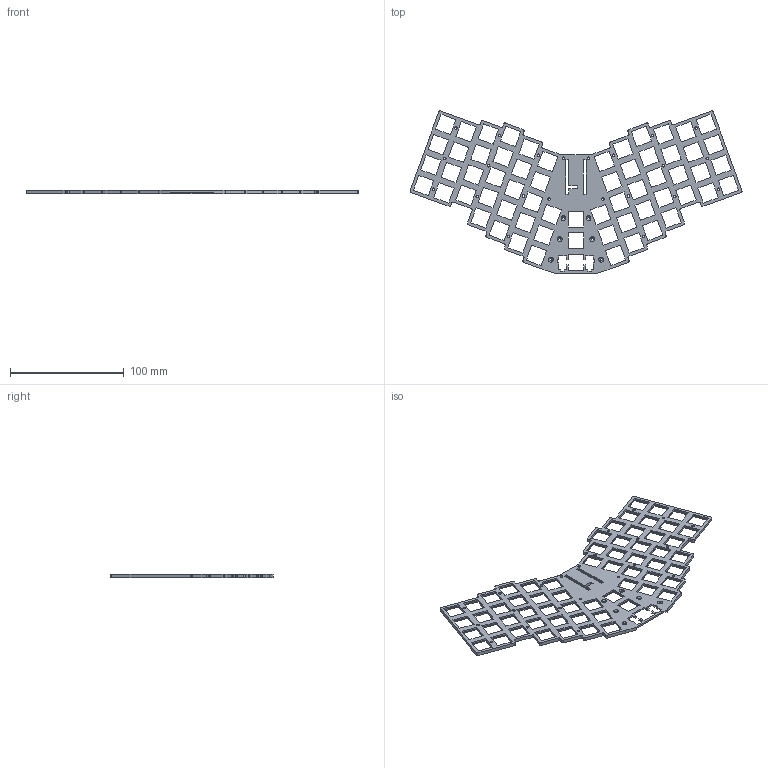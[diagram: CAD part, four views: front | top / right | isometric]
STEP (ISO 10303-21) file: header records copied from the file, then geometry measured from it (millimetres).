
FILE_DESCRIPTION(('HOOPS Exchange Step'),'2;1');
FILE_NAME('temp_export','2023-11-25T22:24:10+19:00',('jscotto'),('Shapr3D Limited'),'HOOPS Exchange 2023.2','Shapr3D','Authorized');
FILE_SCHEMA( ('AUTOMOTIVE_DESIGN { 1 0 10303 214 1 1 1 1 }') );
Length unit declared in the file: millimetre
Products named in the file (1): Plate
Bounding box: 291.77 x 142.58 x 3 mm (x, y, z)
Volume: 35909.3 mm3; surface area: 40582.6 mm2
Topology: 1 solids, 1 shells, 753 faces, 2107 edges, 1418 vertices
Faces by surface type: plane 658, cylinder 89, cone 6
Full cylindrical faces by diameter (mm): 2.2 x28
Entity records: 24369 total; most frequent: CARTESIAN_POINT 4279, ORIENTED_EDGE 4214, DIRECTION 3847, EDGE_CURVE 2107, VECTOR 1875, LINE 1875, VERTEX_POINT 1418, EDGE_LOOP 1001
